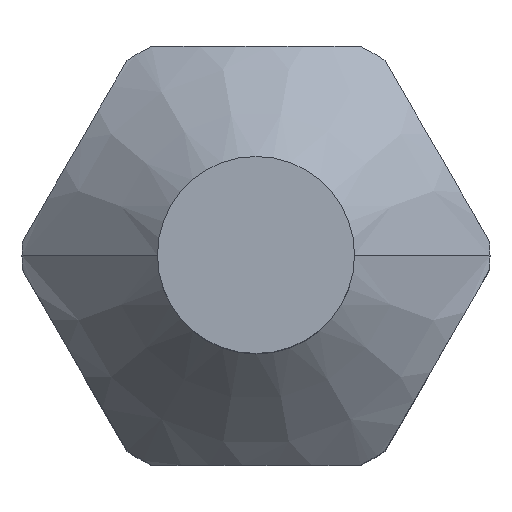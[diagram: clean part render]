
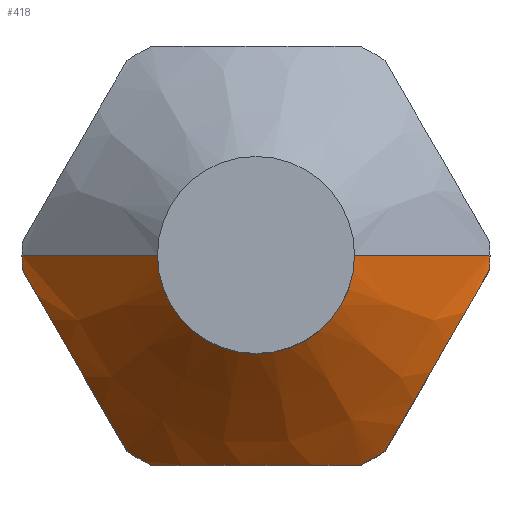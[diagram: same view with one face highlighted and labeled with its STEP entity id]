
A CAD part, top view. The second image highlights one B-rep face of the part: STEP entity #418.
In plain terms, the highlighted conical face has half-angle 45 degrees and reference radius 6.75 mm.
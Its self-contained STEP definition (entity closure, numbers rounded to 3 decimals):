
#228=VERTEX_POINT('',#614);
#238=EDGE_CURVE('',#378,#258,#624,.T.);
#244=EDGE_CURVE('',#406,#356,#630,.T.);
#258=VERTEX_POINT('',#646);
#262=EDGE_CURVE('',#374,#310,#650,.T.);
#268=EDGE_CURVE('',#320,#286,#656,.T.);
#276=EDGE_CURVE('',#490,#286,#664,.T.);
#286=VERTEX_POINT('',#674);
#294=EDGE_CURVE('',#320,#310,#685,.T.);
#310=VERTEX_POINT('',#704);
#320=VERTEX_POINT('',#715);
#340=EDGE_CURVE('',#374,#356,#736,.T.);
#356=VERTEX_POINT('',#755);
#374=VERTEX_POINT('',#777);
#378=VERTEX_POINT('',#781);
#406=VERTEX_POINT('',#810);
#408=EDGE_CURVE('',#406,#228,#812,.T.);
#418=ADVANCED_FACE('',(#823),#824,.T.);
#486=EDGE_CURVE('',#228,#258,#903,.T.);
#490=VERTEX_POINT('',#908);
#500=EDGE_CURVE('',#378,#490,#918,.T.);
#614=CARTESIAN_POINT('',(9.5,0.,12.5));
#624=CIRCLE('',#1063,4.0);
#630=(B_SPLINE_CURVE(2,(#1075,#1076,#1077),.UNSPECIFIED.,.F.,.F.)B_SPLINE_CURVE_WITH_KNOTS((3,3),(0.0,8.718),.UNSPECIFIED.)RATIONAL_B_SPLINE_CURVE((1.0,1.118,1.0))BOUNDED_CURVE()REPRESENTATION_ITEM('')GEOMETRIC_REPRESENTATION_ITEM()CURVE());
#646=CARTESIAN_POINT('',(4.0,0.,18.0));
#650=(B_SPLINE_CURVE(2,(#1109,#1110,#1111),.UNSPECIFIED.,.F.,.F.)B_SPLINE_CURVE_WITH_KNOTS((3,3),(0.0,8.718),.UNSPECIFIED.)RATIONAL_B_SPLINE_CURVE((1.0,1.118,1.0))BOUNDED_CURVE()REPRESENTATION_ITEM('')GEOMETRIC_REPRESENTATION_ITEM()CURVE());
#656=(B_SPLINE_CURVE(2,(#1127,#1128,#1129),.UNSPECIFIED.,.F.,.F.)B_SPLINE_CURVE_WITH_KNOTS((3,3),(0.0,8.718),.UNSPECIFIED.)RATIONAL_B_SPLINE_CURVE((1.0,1.118,1.0))BOUNDED_CURVE()REPRESENTATION_ITEM('')GEOMETRIC_REPRESENTATION_ITEM()CURVE());
#664=CIRCLE('',#1146,9.5);
#674=CARTESIAN_POINT('',(-9.483,-0.576,12.5));
#685=CIRCLE('',#1183,9.5);
#704=CARTESIAN_POINT('',(-4.243,-8.5,12.5));
#715=CARTESIAN_POINT('',(-5.24,-7.924,12.5));
#736=CIRCLE('',#1261,9.5);
#755=CARTESIAN_POINT('',(5.24,-7.924,12.5));
#777=CARTESIAN_POINT('',(4.243,-8.5,12.5));
#781=CARTESIAN_POINT('',(-4.0,0.,18.0));
#810=CARTESIAN_POINT('',(9.483,-0.576,12.5));
#812=CIRCLE('',#1385,9.5);
#823=FACE_OUTER_BOUND('',#1398,.T.);
#824=CONICAL_SURFACE('',#1399,6.75,0.785);
#903=LINE('',#1511,#1512);
#908=CARTESIAN_POINT('',(-9.5,0.,12.5));
#918=LINE('',#1550,#1551);
#1063=AXIS2_PLACEMENT_3D('',#1727,#1728,#1729);
#1075=CARTESIAN_POINT('',(9.483,-0.576,12.5));
#1076=CARTESIAN_POINT('',(7.361,-4.25,14.395));
#1077=CARTESIAN_POINT('',(5.24,-7.924,12.5));
#1109=CARTESIAN_POINT('',(4.243,-8.5,12.5));
#1110=CARTESIAN_POINT('',(0.,-8.5,14.395));
#1111=CARTESIAN_POINT('',(-4.243,-8.5,12.5));
#1127=CARTESIAN_POINT('',(-5.24,-7.924,12.5));
#1128=CARTESIAN_POINT('',(-7.361,-4.25,14.395));
#1129=CARTESIAN_POINT('',(-9.483,-0.576,12.5));
#1146=AXIS2_PLACEMENT_3D('',#1764,#1765,#1766);
#1183=AXIS2_PLACEMENT_3D('',#1788,#1789,#1790);
#1261=AXIS2_PLACEMENT_3D('',#1846,#1847,#1848);
#1385=AXIS2_PLACEMENT_3D('',#1933,#1934,#1935);
#1398=EDGE_LOOP('',(#1952,#1953,#1954,#1955,#1956,#1957,#1958,#1959,#1960,#1961));
#1399=AXIS2_PLACEMENT_3D('',#1962,#1963,#1964);
#1511=CARTESIAN_POINT('',(6.75,0.,15.25));
#1512=VECTOR('',#2073,1.0);
#1550=CARTESIAN_POINT('',(-6.75,0.,15.25));
#1551=VECTOR('',#2090,1.0);
#1727=CARTESIAN_POINT('',(0.,0.,18.0));
#1728=DIRECTION('',(0.,0.,1.0));
#1729=DIRECTION('',(-1.0,0.,0.0));
#1764=CARTESIAN_POINT('',(0.,0.,12.5));
#1765=DIRECTION('',(0.,0.,1.0));
#1766=DIRECTION('',(-1.0,0.,0.0));
#1788=CARTESIAN_POINT('',(0.,0.,12.5));
#1789=DIRECTION('',(0.,0.,1.0));
#1790=DIRECTION('',(-1.0,0.,0.0));
#1846=CARTESIAN_POINT('',(0.,0.,12.5));
#1847=DIRECTION('',(0.,0.,1.0));
#1848=DIRECTION('',(-1.0,0.,0.0));
#1933=CARTESIAN_POINT('',(0.,0.,12.5));
#1934=DIRECTION('',(0.,0.,1.0));
#1935=DIRECTION('',(-1.0,0.,0.0));
#1952=ORIENTED_EDGE('',*,*,#500,.T.);
#1953=ORIENTED_EDGE('',*,*,#276,.T.);
#1954=ORIENTED_EDGE('',*,*,#268,.F.);
#1955=ORIENTED_EDGE('',*,*,#294,.T.);
#1956=ORIENTED_EDGE('',*,*,#262,.F.);
#1957=ORIENTED_EDGE('',*,*,#340,.T.);
#1958=ORIENTED_EDGE('',*,*,#244,.F.);
#1959=ORIENTED_EDGE('',*,*,#408,.T.);
#1960=ORIENTED_EDGE('',*,*,#486,.T.);
#1961=ORIENTED_EDGE('',*,*,#238,.F.);
#1962=CARTESIAN_POINT('',(0.,0.,15.25));
#1963=DIRECTION('',(0.,0.,-1.0));
#1964=DIRECTION('',(-1.0,0.,0.0));
#2073=DIRECTION('',(-0.707,0.,0.707));
#2090=DIRECTION('',(-0.707,0.,-0.707));
